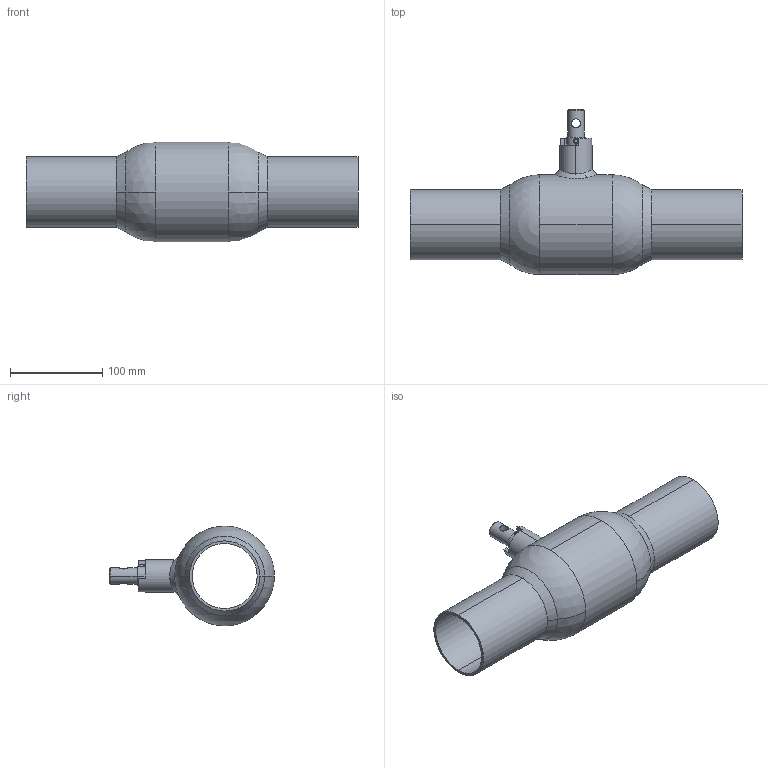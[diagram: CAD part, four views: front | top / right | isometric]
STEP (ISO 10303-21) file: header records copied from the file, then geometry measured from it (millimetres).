
FILE_DESCRIPTION (( 'STEP AP214' ), '1' );
FILE_NAME ('67102065.STEP', '2010-10-11T07:23:53', ( 'BROEN A/S' ), ( 'BROEN A/S' ), 'SwSTEP 2.0', 'SolidWorks 2009', '' );
FILE_SCHEMA (( 'AUTOMOTIVE_DESIGN' ));
Length unit declared in the file: millimetre
Products named in the file (1): 67102065
Bounding box: 359.67 x 178.8 x 108 mm (x, y, z)
Surface area: 172523.4 mm2 (no closed solid volume)
Topology: 0 solids, 11 shells, 79 faces, 210 edges, 134 vertices
Faces by surface type: cone 29, cylinder 24, plane 20, sphere 4, bspline 2
Entity records: 5153 total; most frequent: CARTESIAN_POINT 2305, DIRECTION 438, ORIENTED_EDGE 372, EDGE_CURVE 206, AXIS2_PLACEMENT_3D 182, VERTEX_POINT 134, CIRCLE 104, EDGE_LOOP 86
